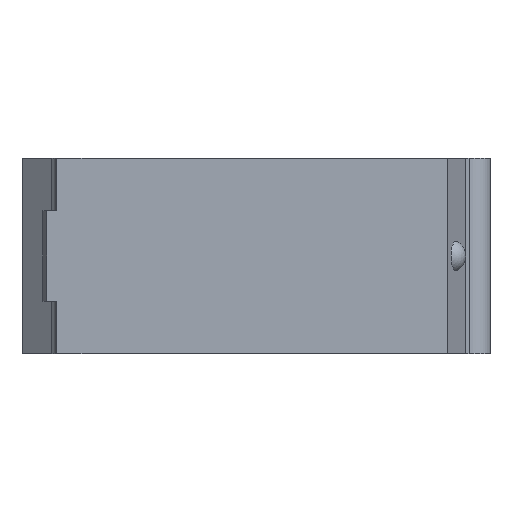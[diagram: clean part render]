
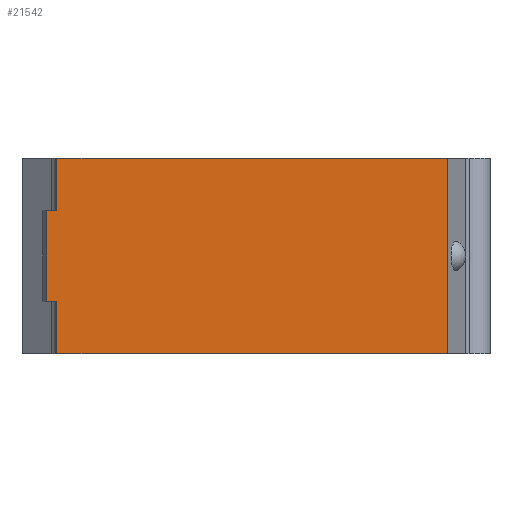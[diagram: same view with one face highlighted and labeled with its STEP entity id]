
A CAD part, front view. The second image highlights one B-rep face of the part: STEP entity #21542.
In plain terms, the highlighted planar face has unit normal (0, -1, 0).
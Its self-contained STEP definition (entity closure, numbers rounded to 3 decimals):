
#1685=DIRECTION('',(1.,0.,0.));
#1686=VECTOR('',#1685,27.9);
#1687=CARTESIAN_POINT('',(-14.3,0.,-7.));
#1688=LINE('',#1687,#1686);
#1718=DIRECTION('',(0.,0.,1.));
#1719=VECTOR('',#1718,14.);
#1720=CARTESIAN_POINT('',(13.6,0.,-7.));
#1721=LINE('',#1720,#1719);
#1773=DIRECTION('',(1.,0.,0.));
#1774=VECTOR('',#1773,27.9);
#1775=CARTESIAN_POINT('',(-14.3,0.,7.));
#1776=LINE('',#1775,#1774);
#1924=DIRECTION('',(0.,0.,1.));
#1925=VECTOR('',#1924,3.75);
#1926=CARTESIAN_POINT('',(-14.3,0.,-7.));
#1927=LINE('',#1926,#1925);
#1928=DIRECTION('',(0.,0.,1.));
#1929=VECTOR('',#1928,6.5);
#1930=CARTESIAN_POINT('',(-15.032,0.,-3.25));
#1931=LINE('',#1930,#1929);
#1932=DIRECTION('',(0.,0.,1.));
#1933=VECTOR('',#1932,3.75);
#1934=CARTESIAN_POINT('',(-14.3,0.,3.25));
#1935=LINE('',#1934,#1933);
#1964=DIRECTION('',(1.,0.,0.));
#1965=VECTOR('',#1964,0.732);
#1966=CARTESIAN_POINT('',(-15.032,0.,-3.25));
#1967=LINE('',#1966,#1965);
#1968=DIRECTION('',(1.,0.,0.));
#1969=VECTOR('',#1968,0.732);
#1970=CARTESIAN_POINT('',(-15.032,0.,3.25));
#1971=LINE('',#1970,#1969);
#16368=CARTESIAN_POINT('',(13.6,0.,-7.));
#16370=VERTEX_POINT('',#16368);
#16440=CARTESIAN_POINT('',(-14.3,0.,-7.));
#16441=VERTEX_POINT('',#16440);
#16442=CARTESIAN_POINT('',(13.6,0.,7.));
#16444=VERTEX_POINT('',#16442);
#16514=CARTESIAN_POINT('',(-14.3,0.,7.));
#16515=VERTEX_POINT('',#16514);
#16520=CARTESIAN_POINT('',(-15.032,0.,-3.25));
#16521=VERTEX_POINT('',#16520);
#16526=CARTESIAN_POINT('',(-15.032,0.,3.25));
#16527=VERTEX_POINT('',#16526);
#16528=CARTESIAN_POINT('',(-14.3,0.,-3.25));
#16530=VERTEX_POINT('',#16528);
#16532=CARTESIAN_POINT('',(-14.3,0.,3.25));
#16534=VERTEX_POINT('',#16532);
#21522=CARTESIAN_POINT('',(-14.3,0.,-7.));
#21523=DIRECTION('',(0.,-1.,0.));
#21524=DIRECTION('',(1.,0.,0.));
#21525=AXIS2_PLACEMENT_3D('',#21522,#21523,#21524);
#21526=PLANE('',#21525);
#21528=ORIENTED_EDGE('',*,*,#21527,.T.);
#21530=ORIENTED_EDGE('',*,*,#21529,.F.);
#21532=ORIENTED_EDGE('',*,*,#21531,.T.);
#21534=ORIENTED_EDGE('',*,*,#21533,.T.);
#21536=ORIENTED_EDGE('',*,*,#21535,.T.);
#21537=ORIENTED_EDGE('',*,*,#21449,.T.);
#21538=ORIENTED_EDGE('',*,*,#21393,.F.);
#21539=ORIENTED_EDGE('',*,*,#21376,.F.);
#21540=EDGE_LOOP('',(#21528,#21530,#21532,#21534,#21536,#21537,#21538,#21539));
#21541=FACE_OUTER_BOUND('',#21540,.F.);
#21542=ADVANCED_FACE('',(#21541),#21526,.T.);
#21376=EDGE_CURVE('',#16441,#16370,#1688,.T.);
#21393=EDGE_CURVE('',#16370,#16444,#1721,.T.);
#21449=EDGE_CURVE('',#16515,#16444,#1776,.T.);
#21527=EDGE_CURVE('',#16441,#16530,#1927,.T.);
#21529=EDGE_CURVE('',#16521,#16530,#1967,.T.);
#21531=EDGE_CURVE('',#16521,#16527,#1931,.T.);
#21533=EDGE_CURVE('',#16527,#16534,#1971,.T.);
#21535=EDGE_CURVE('',#16534,#16515,#1935,.T.);
